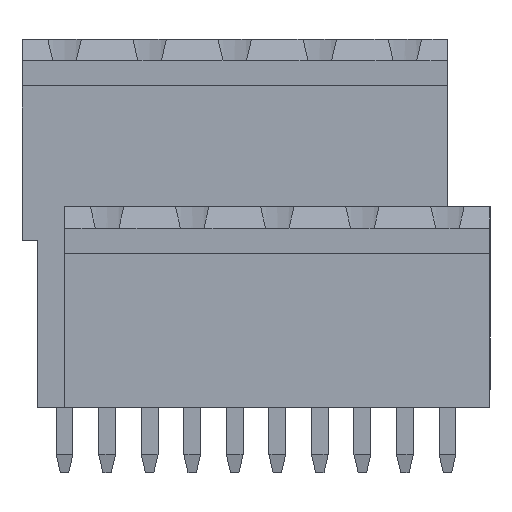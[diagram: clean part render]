
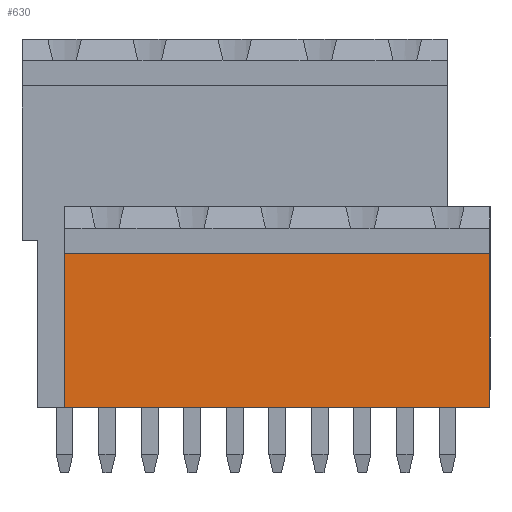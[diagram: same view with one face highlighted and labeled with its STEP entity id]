
A CAD part, front view. The second image highlights one B-rep face of the part: STEP entity #630.
In plain terms, the highlighted planar face has unit normal (0, -1, 0).
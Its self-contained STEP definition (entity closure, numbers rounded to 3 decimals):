
#630 = ADVANCED_FACE( '', ( #1549 ), #1550, .F. );
#1549 = FACE_OUTER_BOUND( '', #2841, .T. );
#1550 = PLANE( '', #2842 );
#2841 = EDGE_LOOP( '', ( #4283, #4284, #4285, #4286 ) );
#2842 = AXIS2_PLACEMENT_3D( '', #4287, #4288, #4289 );
#4283 = ORIENTED_EDGE( '', *, *, #8171, .F. );
#4284 = ORIENTED_EDGE( '', *, *, #8172, .F. );
#4285 = ORIENTED_EDGE( '', *, *, #8173, .F. );
#4286 = ORIENTED_EDGE( '', *, *, #8174, .F. );
#4287 = CARTESIAN_POINT( '', ( 0., -18.85, 0. ) );
#4288 = DIRECTION( '', ( 0., 1., 0. ) );
#4289 = DIRECTION( '', ( 0., 0., 1. ) );
#8171 = EDGE_CURVE( '', #9879, #9880, #9881, .T. );
#8172 = EDGE_CURVE( '', #9882, #9879, #9883, .T. );
#8173 = EDGE_CURVE( '', #9884, #9882, #9885, .T. );
#8174 = EDGE_CURVE( '', #9880, #9884, #9886, .T. );
#9879 = VERTEX_POINT( '', #12360 );
#9880 = VERTEX_POINT( '', #12361 );
#9881 = LINE( '', #12362, #12363 );
#9882 = VERTEX_POINT( '', #12364 );
#9883 = LINE( '', #12365, #12366 );
#9884 = VERTEX_POINT( '', #12367 );
#9885 = LINE( '', #12368, #12369 );
#9886 = LINE( '', #12370, #12371 );
#12360 = CARTESIAN_POINT( '', ( -10.16, -18.85, -11. ) );
#12361 = CARTESIAN_POINT( '', ( -10.16, -18.85, -1.8 ) );
#12362 = CARTESIAN_POINT( '', ( -10.16, -18.85, -11. ) );
#12363 = VECTOR( '', #15504, 1000. );
#12364 = CARTESIAN_POINT( '', ( 15.24, -18.85, -11. ) );
#12365 = CARTESIAN_POINT( '', ( 15.24, -18.85, -11. ) );
#12366 = VECTOR( '', #15505, 1000. );
#12367 = CARTESIAN_POINT( '', ( 15.24, -18.85, -1.8 ) );
#12368 = CARTESIAN_POINT( '', ( 15.24, -18.85, -1.8 ) );
#12369 = VECTOR( '', #15506, 1000. );
#12370 = CARTESIAN_POINT( '', ( -10.16, -18.85, -1.8 ) );
#12371 = VECTOR( '', #15507, 1000. );
#15504 = DIRECTION( '', ( 0., 0., 1. ) );
#15505 = DIRECTION( '', ( -1., 0., 0. ) );
#15506 = DIRECTION( '', ( 0., 0., -1. ) );
#15507 = DIRECTION( '', ( 1., 0., 0. ) );
